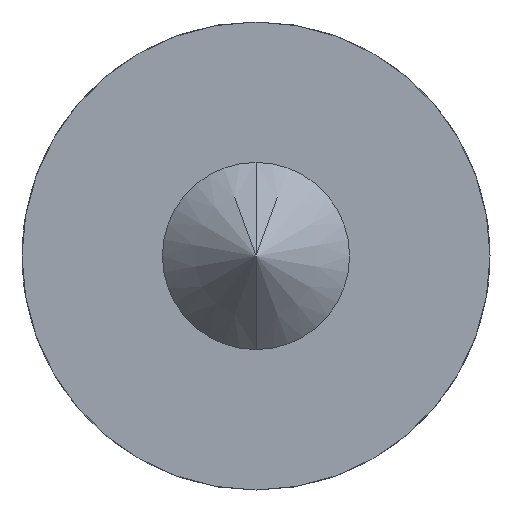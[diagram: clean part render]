
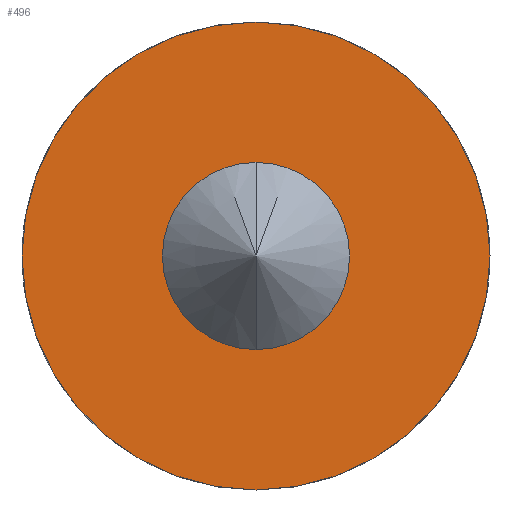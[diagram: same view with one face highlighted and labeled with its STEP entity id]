
A CAD part, front view. The second image highlights one B-rep face of the part: STEP entity #496.
In plain terms, the highlighted planar face has unit normal (0, -1, 0).
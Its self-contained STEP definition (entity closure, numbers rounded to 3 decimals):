
#1 = AXIS2_PLACEMENT_3D ( 'NONE', #335, #334, #333 ) ;
#4 = AXIS2_PLACEMENT_3D ( 'NONE', #291, #282, #304 ) ;
#5 = CIRCLE ( 'NONE', #1, 7.5 ) ;
#6 = CIRCLE ( 'NONE', #4, 2. ) ;
#8 = AXIS2_PLACEMENT_3D ( 'NONE', #220, #89, #92 ) ;
#24 = AXIS2_PLACEMENT_3D ( 'NONE', #451, #455, #450 ) ;
#26 = AXIS2_PLACEMENT_3D ( 'NONE', #312, #311, #310 ) ;
#60 = CIRCLE ( 'NONE', #26, 2. ) ;
#85 = CIRCLE ( 'NONE', #8, 7.5 ) ;
#89 = DIRECTION ( 'NONE',  ( 0., 1., 0. ) ) ;
#92 = DIRECTION ( 'NONE',  ( 0., 0., 1. ) ) ;
#131 = FACE_BOUND ( 'NONE', #195, .T. ) ;
#134 = FACE_OUTER_BOUND ( 'NONE', #194, .T. ) ;
#153 = ORIENTED_EDGE ( 'NONE', *, *, #458, .T. ) ;
#194 = EDGE_LOOP ( 'NONE', ( #397, #396 ) ) ;
#195 = EDGE_LOOP ( 'NONE', ( #153, #371 ) ) ;
#212 = VERTEX_POINT ( 'NONE', #353 ) ;
#213 = VERTEX_POINT ( 'NONE', #354 ) ;
#216 = VERTEX_POINT ( 'NONE', #357 ) ;
#220 = CARTESIAN_POINT ( 'NONE',  ( 0., 0., 0. ) ) ;
#255 = CARTESIAN_POINT ( 'NONE',  ( 0., 0., -7.5 ) ) ;
#282 = DIRECTION ( 'NONE',  ( 0., 1., 0. ) ) ;
#291 = CARTESIAN_POINT ( 'NONE',  ( 0., 0., 0. ) ) ;
#304 = DIRECTION ( 'NONE',  ( 0., 0., 1. ) ) ;
#310 = DIRECTION ( 'NONE',  ( 0., 0., 1. ) ) ;
#311 = DIRECTION ( 'NONE',  ( 0., 1., 0. ) ) ;
#312 = CARTESIAN_POINT ( 'NONE',  ( 0., 0., 0. ) ) ;
#333 = DIRECTION ( 'NONE',  ( 0., 0., 1. ) ) ;
#334 = DIRECTION ( 'NONE',  ( 0., 1., 0. ) ) ;
#335 = CARTESIAN_POINT ( 'NONE',  ( 0., 0., 0. ) ) ;
#353 = CARTESIAN_POINT ( 'NONE',  ( 0., 0., 2. ) ) ;
#354 = CARTESIAN_POINT ( 'NONE',  ( 0., 0., -2. ) ) ;
#357 = CARTESIAN_POINT ( 'NONE',  ( 0., 0., 7.5 ) ) ;
#371 = ORIENTED_EDGE ( 'NONE', *, *, #478, .T. ) ;
#381 = VERTEX_POINT ( 'NONE', #255 ) ;
#396 = ORIENTED_EDGE ( 'NONE', *, *, #510, .F. ) ;
#397 = ORIENTED_EDGE ( 'NONE', *, *, #468, .F. ) ;
#449 = PLANE ( 'NONE',  #24 ) ;
#450 = DIRECTION ( 'NONE',  ( 0., 0., -1. ) ) ;
#451 = CARTESIAN_POINT ( 'NONE',  ( 0., 0., 2. ) ) ;
#455 = DIRECTION ( 'NONE',  ( 0., -1., 0. ) ) ;
#458 = EDGE_CURVE ( 'NONE', #212, #213, #6, .T. ) ;
#468 = EDGE_CURVE ( 'NONE', #216, #381, #5, .T. ) ;
#478 = EDGE_CURVE ( 'NONE', #213, #212, #60, .T. ) ;
#496 = ADVANCED_FACE ( 'NONE', ( #131, #134 ), #449, .T. ) ;
#510 = EDGE_CURVE ( 'NONE', #381, #216, #85, .T. ) ;
